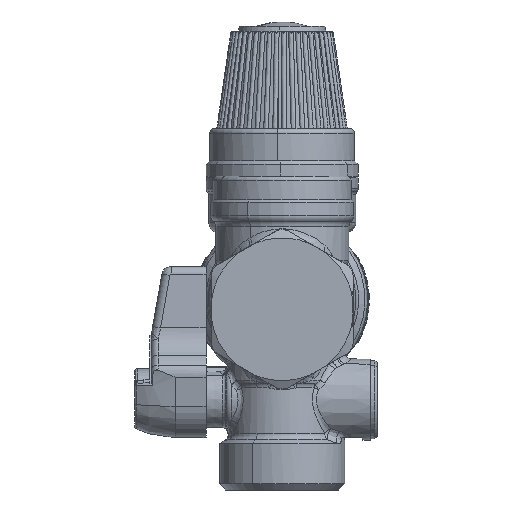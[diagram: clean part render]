
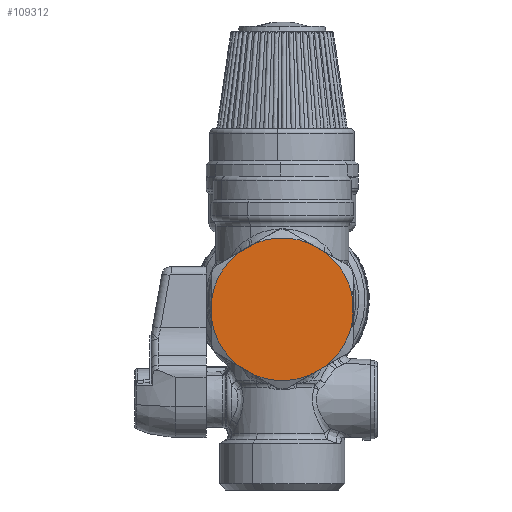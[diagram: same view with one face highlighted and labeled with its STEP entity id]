
A CAD part, front view. The second image highlights one B-rep face of the part: STEP entity #109312.
In plain terms, the highlighted planar face has unit normal (0, -1, 0).
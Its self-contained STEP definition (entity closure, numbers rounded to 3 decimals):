
#106657=CARTESIAN_POINT('Vertex',(5.819,-76.5,11.826)) ;
#106661=CARTESIAN_POINT('Control Point',(9.064,-76.5,9.952)) ;
#106662=CARTESIAN_POINT('Control Point',(7.969,-76.5,10.587)) ;
#106663=CARTESIAN_POINT('Control Point',(6.916,-76.5,11.195)) ;
#106664=CARTESIAN_POINT('Control Point',(5.819,-76.5,11.826)) ;
#106665=CARTESIAN_POINT('Vertex',(9.064,-76.5,9.952)) ;
#106686=CARTESIAN_POINT('Axis2P3D Location',(0.,-76.5,-2.)) ;
#106690=CARTESIAN_POINT('Vertex',(14.883,-76.5,-0.126)) ;
#106778=CARTESIAN_POINT('Axis2P3D Location',(0.,-76.5,-2.)) ;
#106782=CARTESIAN_POINT('Vertex',(-5.819,-76.5,11.826)) ;
#106873=CARTESIAN_POINT('Vertex',(-9.064,-76.5,9.952)) ;
#106877=CARTESIAN_POINT('Control Point',(-9.064,-76.5,9.952)) ;
#106878=CARTESIAN_POINT('Control Point',(-8.424,-76.5,10.323)) ;
#106879=CARTESIAN_POINT('Control Point',(-7.798,-76.5,10.685)) ;
#106880=CARTESIAN_POINT('Control Point',(-7.168,-76.5,11.048)) ;
#106881=CARTESIAN_POINT('Vertex',(-7.168,-76.5,11.048)) ;
#106935=CARTESIAN_POINT('Control Point',(-5.819,-76.5,11.826)) ;
#106936=CARTESIAN_POINT('Control Point',(-6.274,-76.5,11.564)) ;
#106937=CARTESIAN_POINT('Control Point',(-6.722,-76.5,11.306)) ;
#106938=CARTESIAN_POINT('Control Point',(-7.168,-76.5,11.048)) ;
#106994=CARTESIAN_POINT('Axis2P3D Location',(0.,-76.5,-2.)) ;
#106998=CARTESIAN_POINT('Vertex',(-14.883,-76.5,-0.126)) ;
#107120=CARTESIAN_POINT('Control Point',(14.883,-76.5,-3.874)) ;
#107121=CARTESIAN_POINT('Control Point',(14.885,-76.5,-2.608)) ;
#107122=CARTESIAN_POINT('Control Point',(14.885,-76.5,-1.392)) ;
#107123=CARTESIAN_POINT('Control Point',(14.883,-76.5,-0.126)) ;
#107124=CARTESIAN_POINT('Vertex',(14.883,-76.5,-3.874)) ;
#107140=CARTESIAN_POINT('Axis2P3D Location',(0.,-76.5,-2.)) ;
#107144=CARTESIAN_POINT('Vertex',(9.064,-76.5,-13.952)) ;
#107296=CARTESIAN_POINT('Control Point',(9.064,-76.5,-13.952)) ;
#107297=CARTESIAN_POINT('Control Point',(8.423,-76.5,-14.323)) ;
#107298=CARTESIAN_POINT('Control Point',(7.797,-76.5,-14.686)) ;
#107299=CARTESIAN_POINT('Control Point',(7.168,-76.5,-15.048)) ;
#107300=CARTESIAN_POINT('Vertex',(7.168,-76.5,-15.048)) ;
#107354=CARTESIAN_POINT('Control Point',(5.819,-76.5,-15.826)) ;
#107355=CARTESIAN_POINT('Control Point',(6.274,-76.5,-15.564)) ;
#107356=CARTESIAN_POINT('Control Point',(6.721,-76.5,-15.306)) ;
#107357=CARTESIAN_POINT('Control Point',(7.168,-76.5,-15.048)) ;
#107358=CARTESIAN_POINT('Vertex',(5.819,-76.5,-15.826)) ;
#107374=CARTESIAN_POINT('Axis2P3D Location',(0.,-76.5,-2.)) ;
#107378=CARTESIAN_POINT('Vertex',(-5.819,-76.5,-15.826)) ;
#107592=CARTESIAN_POINT('Control Point',(-9.064,-76.5,-13.952)) ;
#107593=CARTESIAN_POINT('Control Point',(-7.969,-76.5,-14.587)) ;
#107594=CARTESIAN_POINT('Control Point',(-6.916,-76.5,-15.195)) ;
#107595=CARTESIAN_POINT('Control Point',(-5.819,-76.5,-15.826)) ;
#107596=CARTESIAN_POINT('Vertex',(-9.064,-76.5,-13.952)) ;
#107612=CARTESIAN_POINT('Axis2P3D Location',(0.,-76.5,-2.)) ;
#107616=CARTESIAN_POINT('Vertex',(-14.883,-76.5,-3.874)) ;
#107791=CARTESIAN_POINT('Control Point',(-14.883,-76.5,-0.126)) ;
#107792=CARTESIAN_POINT('Control Point',(-14.885,-76.5,-1.392)) ;
#107793=CARTESIAN_POINT('Control Point',(-14.885,-76.5,-2.608)) ;
#107794=CARTESIAN_POINT('Control Point',(-14.883,-76.5,-3.874)) ;
#109291=CARTESIAN_POINT('Axis2P3D Location',(0.,-76.5,-2.)) ;
#106687=DIRECTION('Axis2P3D Direction',(-0.,1.,0.)) ;
#106779=DIRECTION('Axis2P3D Direction',(-0.,1.,0.)) ;
#106995=DIRECTION('Axis2P3D Direction',(-0.,1.,0.)) ;
#107141=DIRECTION('Axis2P3D Direction',(-0.,1.,0.)) ;
#107375=DIRECTION('Axis2P3D Direction',(-0.,1.,0.)) ;
#107613=DIRECTION('Axis2P3D Direction',(-0.,1.,0.)) ;
#109292=DIRECTION('Axis2P3D Direction',(0.,-1.,0.)) ;
#109293=DIRECTION('Axis2P3D XDirection',(0.,0.,1.)) ;
#106688=AXIS2_PLACEMENT_3D('Circle Axis2P3D',#106686,#106687,$) ;
#106780=AXIS2_PLACEMENT_3D('Circle Axis2P3D',#106778,#106779,$) ;
#106996=AXIS2_PLACEMENT_3D('Circle Axis2P3D',#106994,#106995,$) ;
#107142=AXIS2_PLACEMENT_3D('Circle Axis2P3D',#107140,#107141,$) ;
#107376=AXIS2_PLACEMENT_3D('Circle Axis2P3D',#107374,#107375,$) ;
#107614=AXIS2_PLACEMENT_3D('Circle Axis2P3D',#107612,#107613,$) ;
#109294=AXIS2_PLACEMENT_3D('Plane Axis2P3D',#109291,#109292,#109293) ;
#109297=ORIENTED_EDGE('',*,*,#107126,.T.) ;
#109298=ORIENTED_EDGE('',*,*,#106692,.T.) ;
#109299=ORIENTED_EDGE('',*,*,#106667,.T.) ;
#109300=ORIENTED_EDGE('',*,*,#106784,.T.) ;
#109301=ORIENTED_EDGE('',*,*,#106939,.T.) ;
#109302=ORIENTED_EDGE('',*,*,#106883,.F.) ;
#109303=ORIENTED_EDGE('',*,*,#107000,.T.) ;
#109304=ORIENTED_EDGE('',*,*,#107795,.T.) ;
#109305=ORIENTED_EDGE('',*,*,#107618,.T.) ;
#109306=ORIENTED_EDGE('',*,*,#107598,.T.) ;
#109307=ORIENTED_EDGE('',*,*,#107380,.T.) ;
#109308=ORIENTED_EDGE('',*,*,#107360,.T.) ;
#109309=ORIENTED_EDGE('',*,*,#107302,.F.) ;
#109310=ORIENTED_EDGE('',*,*,#107146,.T.) ;
#109312=ADVANCED_FACE('PartBody',(#109311),#109295,.T.) ;
#106660=B_SPLINE_CURVE_WITH_KNOTS('',3,(#106661,#106662,#106663,#106664),.UNSPECIFIED.,.F.,.U.,(4,4),(36.151,64.49),.UNSPECIFIED.) ;
#106876=B_SPLINE_CURVE_WITH_KNOTS('',3,(#106877,#106878,#106879,#106880),.UNSPECIFIED.,.F.,.U.,(4,4),(36.186,52.72),.UNSPECIFIED.) ;
#106934=B_SPLINE_CURVE_WITH_KNOTS('',3,(#106935,#106936,#106937,#106938),.UNSPECIFIED.,.F.,.U.,(4,4),(17.012,28.729),.UNSPECIFIED.) ;
#107119=B_SPLINE_CURVE_WITH_KNOTS('',3,(#107120,#107121,#107122,#107123),.UNSPECIFIED.,.F.,.U.,(4,4),(36.151,64.49),.UNSPECIFIED.) ;
#107295=B_SPLINE_CURVE_WITH_KNOTS('',3,(#107296,#107297,#107298,#107299),.UNSPECIFIED.,.F.,.U.,(4,4),(36.144,52.712),.UNSPECIFIED.) ;
#107353=B_SPLINE_CURVE_WITH_KNOTS('',3,(#107354,#107355,#107356,#107357),.UNSPECIFIED.,.F.,.U.,(4,4),(17.059,28.821),.UNSPECIFIED.) ;
#107591=B_SPLINE_CURVE_WITH_KNOTS('',3,(#107592,#107593,#107594,#107595),.UNSPECIFIED.,.F.,.U.,(4,4),(36.151,64.49),.UNSPECIFIED.) ;
#107790=B_SPLINE_CURVE_WITH_KNOTS('',3,(#107791,#107792,#107793,#107794),.UNSPECIFIED.,.F.,.U.,(4,4),(36.151,64.49),.UNSPECIFIED.) ;
#106689=CIRCLE('generated circle',#106688,15.) ;
#106781=CIRCLE('generated circle',#106780,15.) ;
#106997=CIRCLE('generated circle',#106996,15.) ;
#107143=CIRCLE('generated circle',#107142,15.) ;
#107377=CIRCLE('generated circle',#107376,15.) ;
#107615=CIRCLE('generated circle',#107614,15.) ;
#106667=EDGE_CURVE('',#106666,#106658,#106660,.T.) ;
#106692=EDGE_CURVE('',#106691,#106666,#106689,.F.) ;
#106784=EDGE_CURVE('',#106658,#106783,#106781,.F.) ;
#106883=EDGE_CURVE('',#106874,#106882,#106876,.T.) ;
#106939=EDGE_CURVE('',#106783,#106882,#106934,.T.) ;
#107000=EDGE_CURVE('',#106874,#106999,#106997,.F.) ;
#107126=EDGE_CURVE('',#107125,#106691,#107119,.T.) ;
#107146=EDGE_CURVE('',#107145,#107125,#107143,.F.) ;
#107302=EDGE_CURVE('',#107145,#107301,#107295,.T.) ;
#107360=EDGE_CURVE('',#107359,#107301,#107353,.T.) ;
#107380=EDGE_CURVE('',#107379,#107359,#107377,.F.) ;
#107598=EDGE_CURVE('',#107597,#107379,#107591,.T.) ;
#107618=EDGE_CURVE('',#107617,#107597,#107615,.F.) ;
#107795=EDGE_CURVE('',#106999,#107617,#107790,.T.) ;
#109296=EDGE_LOOP('',(#109297,#109298,#109299,#109300,#109301,#109302,#109303,#109304,#109305,#109306,#109307,#109308,#109309,#109310)) ;
#109311=FACE_OUTER_BOUND('',#109296,.T.) ;
#109295=PLANE('',#109294) ;
#106658=VERTEX_POINT('',#106657) ;
#106666=VERTEX_POINT('',#106665) ;
#106691=VERTEX_POINT('',#106690) ;
#106783=VERTEX_POINT('',#106782) ;
#106874=VERTEX_POINT('',#106873) ;
#106882=VERTEX_POINT('',#106881) ;
#106999=VERTEX_POINT('',#106998) ;
#107125=VERTEX_POINT('',#107124) ;
#107145=VERTEX_POINT('',#107144) ;
#107301=VERTEX_POINT('',#107300) ;
#107359=VERTEX_POINT('',#107358) ;
#107379=VERTEX_POINT('',#107378) ;
#107597=VERTEX_POINT('',#107596) ;
#107617=VERTEX_POINT('',#107616) ;
